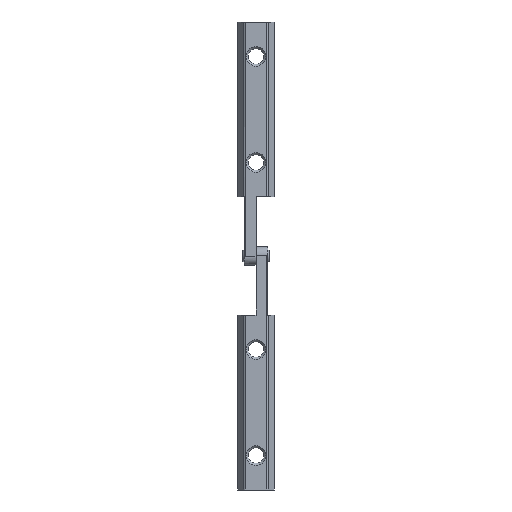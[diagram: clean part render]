
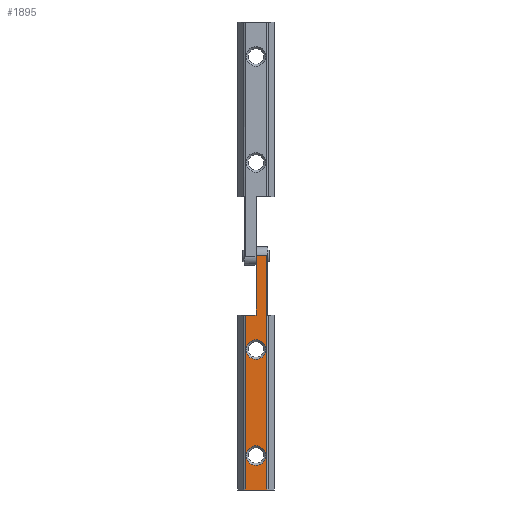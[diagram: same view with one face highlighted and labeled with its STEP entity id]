
A CAD part, front view. The second image highlights one B-rep face of the part: STEP entity #1895.
In plain terms, the highlighted planar face has unit normal (0, -1, 0).
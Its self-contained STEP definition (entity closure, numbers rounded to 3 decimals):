
#20 = CARTESIAN_POINT ( 'NONE',  ( -2.5, -1.45, 8.8 ) ) ;
#51 = EDGE_CURVE ( 'NONE', #2284, #1727, #2362, .T. ) ;
#83 = DIRECTION ( 'NONE',  ( -1., 0., 0. ) ) ;
#97 = DIRECTION ( 'NONE',  ( 0., 1., 0. ) ) ;
#187 = AXIS2_PLACEMENT_3D ( 'NONE', #403, #1839, #2051 ) ;
#200 = AXIS2_PLACEMENT_3D ( 'NONE', #2519, #1057, #1702 ) ;
#201 = PLANE ( 'NONE',  #187 ) ;
#251 = LINE ( 'NONE', #1270, #2061 ) ;
#282 = VERTEX_POINT ( 'NONE', #483 ) ;
#306 = CARTESIAN_POINT ( 'NONE',  ( 0., -1.45, 35.9 ) ) ;
#375 = ORIENTED_EDGE ( 'NONE', *, *, #2307, .T. ) ;
#385 = EDGE_CURVE ( 'NONE', #2140, #2284, #1776, .T. ) ;
#391 = CARTESIAN_POINT ( 'NONE',  ( 0., -1.45, 60. ) ) ;
#403 = CARTESIAN_POINT ( 'NONE',  ( -2.95, -1.45, 62.2 ) ) ;
#422 = EDGE_CURVE ( 'NONE', #1908, #1955, #1427, .T. ) ;
#423 = VERTEX_POINT ( 'NONE', #1370 ) ;
#447 = VECTOR ( 'NONE', #1646, 1000. ) ;
#468 = EDGE_LOOP ( 'NONE', ( #2359, #2171, #846, #375, #2591, #813 ) ) ;
#483 = CARTESIAN_POINT ( 'NONE',  ( 2.696, -1.45, 0. ) ) ;
#492 = VECTOR ( 'NONE', #2613, 1000. ) ;
#503 = CARTESIAN_POINT ( 'NONE',  ( -2.696, -1.45, 0. ) ) ;
#505 = CARTESIAN_POINT ( 'NONE',  ( 0., -1.45, 60. ) ) ;
#517 = CARTESIAN_POINT ( 'NONE',  ( -2.5, -1.45, 35.9 ) ) ;
#563 = DIRECTION ( 'NONE',  ( -1., 0., 0. ) ) ;
#568 = LINE ( 'NONE', #1797, #492 ) ;
#624 = AXIS2_PLACEMENT_3D ( 'NONE', #2393, #1169, #563 ) ;
#640 = EDGE_CURVE ( 'NONE', #423, #1727, #2217, .T. ) ;
#641 = LINE ( 'NONE', #2634, #819 ) ;
#813 = ORIENTED_EDGE ( 'NONE', *, *, #51, .F. ) ;
#819 = VECTOR ( 'NONE', #1052, 1000. ) ;
#846 = ORIENTED_EDGE ( 'NONE', *, *, #1002, .T. ) ;
#874 = EDGE_LOOP ( 'NONE', ( #1685, #1301 ) ) ;
#882 = EDGE_CURVE ( 'NONE', #1650, #2021, #2497, .T. ) ;
#988 = DIRECTION ( 'NONE',  ( 0., 0., -1. ) ) ;
#1001 = AXIS2_PLACEMENT_3D ( 'NONE', #306, #97, #83 ) ;
#1002 = EDGE_CURVE ( 'NONE', #1017, #282, #568, .T. ) ;
#1017 = VERTEX_POINT ( 'NONE', #503 ) ;
#1052 = DIRECTION ( 'NONE',  ( 0., 0., 1. ) ) ;
#1057 = DIRECTION ( 'NONE',  ( 0., 1., 0. ) ) ;
#1086 = AXIS2_PLACEMENT_3D ( 'NONE', #2632, #1995, #2419 ) ;
#1145 = CARTESIAN_POINT ( 'NONE',  ( -2.696, -1.45, 44.7 ) ) ;
#1169 = DIRECTION ( 'NONE',  ( 0., 1., 0. ) ) ;
#1170 = EDGE_CURVE ( 'NONE', #1955, #1908, #2209, .T. ) ;
#1237 = FACE_OUTER_BOUND ( 'NONE', #468, .T. ) ;
#1270 = CARTESIAN_POINT ( 'NONE',  ( -2.696, -1.45, 62.2 ) ) ;
#1284 = CIRCLE ( 'NONE', #1001, 2.5 ) ;
#1301 = ORIENTED_EDGE ( 'NONE', *, *, #1170, .T. ) ;
#1333 = DIRECTION ( 'NONE',  ( 1., 0., 0. ) ) ;
#1370 = CARTESIAN_POINT ( 'NONE',  ( 2.696, -1.45, 60. ) ) ;
#1427 = CIRCLE ( 'NONE', #624, 2.5 ) ;
#1434 = FACE_BOUND ( 'NONE', #874, .T. ) ;
#1646 = DIRECTION ( 'NONE',  ( -1., 0., 0. ) ) ;
#1650 = VERTEX_POINT ( 'NONE', #517 ) ;
#1665 = FACE_BOUND ( 'NONE', #2377, .T. ) ;
#1685 = ORIENTED_EDGE ( 'NONE', *, *, #422, .T. ) ;
#1702 = DIRECTION ( 'NONE',  ( -1., 0., 0. ) ) ;
#1722 = ORIENTED_EDGE ( 'NONE', *, *, #882, .T. ) ;
#1727 = VERTEX_POINT ( 'NONE', #505 ) ;
#1776 = LINE ( 'NONE', #1956, #2631 ) ;
#1797 = CARTESIAN_POINT ( 'NONE',  ( -2.95, -1.45, 0. ) ) ;
#1839 = DIRECTION ( 'NONE',  ( 0., 1., 0. ) ) ;
#1895 = ADVANCED_FACE ( 'NONE', ( #1434, #1665, #1237 ), #201, .F. ) ;
#1900 = CARTESIAN_POINT ( 'NONE',  ( 2.5, -1.45, 35.9 ) ) ;
#1908 = VERTEX_POINT ( 'NONE', #2221 ) ;
#1955 = VERTEX_POINT ( 'NONE', #20 ) ;
#1956 = CARTESIAN_POINT ( 'NONE',  ( -2.95, -1.45, 44.7 ) ) ;
#1995 = DIRECTION ( 'NONE',  ( 0., 1., 0. ) ) ;
#2002 = DIRECTION ( 'NONE',  ( 0., 0., 1. ) ) ;
#2021 = VERTEX_POINT ( 'NONE', #1900 ) ;
#2051 = DIRECTION ( 'NONE',  ( -1., 0., 0. ) ) ;
#2061 = VECTOR ( 'NONE', #988, 1000. ) ;
#2082 = CARTESIAN_POINT ( 'NONE',  ( 0., -1.45, 44.7 ) ) ;
#2091 = EDGE_CURVE ( 'NONE', #2021, #1650, #1284, .T. ) ;
#2121 = VECTOR ( 'NONE', #2002, 1000. ) ;
#2140 = VERTEX_POINT ( 'NONE', #1145 ) ;
#2156 = ORIENTED_EDGE ( 'NONE', *, *, #2091, .T. ) ;
#2159 = CARTESIAN_POINT ( 'NONE',  ( 0., -1.45, 44.7 ) ) ;
#2171 = ORIENTED_EDGE ( 'NONE', *, *, #2309, .T. ) ;
#2209 = CIRCLE ( 'NONE', #200, 2.5 ) ;
#2217 = LINE ( 'NONE', #391, #447 ) ;
#2221 = CARTESIAN_POINT ( 'NONE',  ( 2.5, -1.45, 8.8 ) ) ;
#2284 = VERTEX_POINT ( 'NONE', #2082 ) ;
#2307 = EDGE_CURVE ( 'NONE', #282, #423, #641, .T. ) ;
#2309 = EDGE_CURVE ( 'NONE', #2140, #1017, #251, .T. ) ;
#2359 = ORIENTED_EDGE ( 'NONE', *, *, #385, .F. ) ;
#2362 = LINE ( 'NONE', #2159, #2121 ) ;
#2377 = EDGE_LOOP ( 'NONE', ( #2156, #1722 ) ) ;
#2393 = CARTESIAN_POINT ( 'NONE',  ( 0., -1.45, 8.8 ) ) ;
#2419 = DIRECTION ( 'NONE',  ( -1., 0., 0. ) ) ;
#2497 = CIRCLE ( 'NONE', #1086, 2.5 ) ;
#2519 = CARTESIAN_POINT ( 'NONE',  ( 0., -1.45, 8.8 ) ) ;
#2591 = ORIENTED_EDGE ( 'NONE', *, *, #640, .T. ) ;
#2613 = DIRECTION ( 'NONE',  ( 1., 0., 0. ) ) ;
#2631 = VECTOR ( 'NONE', #1333, 1000. ) ;
#2632 = CARTESIAN_POINT ( 'NONE',  ( 0., -1.45, 35.9 ) ) ;
#2634 = CARTESIAN_POINT ( 'NONE',  ( 2.696, -1.45, 62.2 ) ) ;
